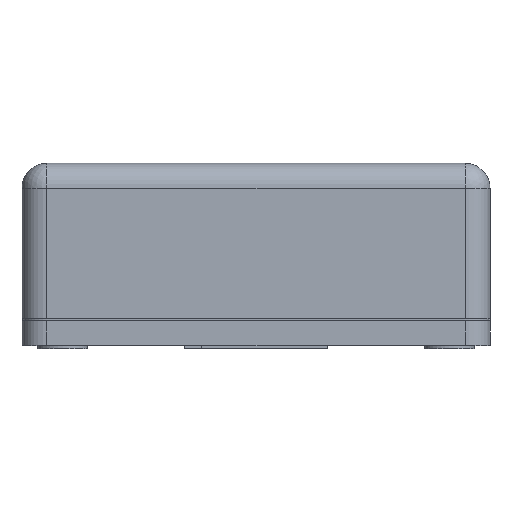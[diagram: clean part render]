
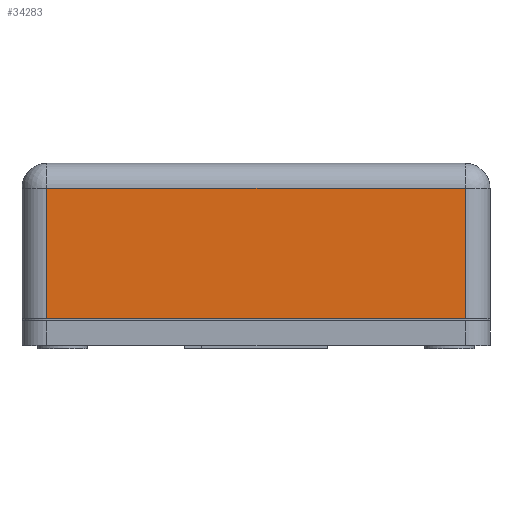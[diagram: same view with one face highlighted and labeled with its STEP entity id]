
A CAD part, front view. The second image highlights one B-rep face of the part: STEP entity #34283.
In plain terms, the highlighted planar face has unit normal (0, -1, 0).
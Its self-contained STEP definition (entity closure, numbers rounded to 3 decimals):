
#13063=DIRECTION('',(1.,0.,0.));
#13064=VECTOR('',#13063,67.);
#13065=CARTESIAN_POINT('',(-33.5,-37.5,-10.3));
#13066=LINE('',#13065,#13064);
#13067=DIRECTION('',(0.,0.,-1.));
#13068=VECTOR('',#13067,20.9);
#13069=CARTESIAN_POINT('',(-33.5,-37.5,10.6));
#13070=LINE('',#13069,#13068);
#13071=DIRECTION('',(1.,0.,0.));
#13072=VECTOR('',#13071,67.);
#13073=CARTESIAN_POINT('',(-33.5,-37.5,10.6));
#13074=LINE('',#13073,#13072);
#13075=DIRECTION('',(0.,0.,-1.));
#13076=VECTOR('',#13075,20.9);
#13077=CARTESIAN_POINT('',(33.5,-37.5,10.6));
#13078=LINE('',#13077,#13076);
#16620=CARTESIAN_POINT('',(-33.5,-37.5,10.6));
#16622=VERTEX_POINT('',#16620);
#16625=CARTESIAN_POINT('',(33.5,-37.5,10.6));
#16626=VERTEX_POINT('',#16625);
#16860=CARTESIAN_POINT('',(-33.5,-37.5,-10.3));
#16861=CARTESIAN_POINT('',(33.5,-37.5,-10.3));
#16862=VERTEX_POINT('',#16860);
#16863=VERTEX_POINT('',#16861);
#34270=CARTESIAN_POINT('',(-37.5,-37.5,-14.6));
#34271=DIRECTION('',(0.,-1.,0.));
#34272=DIRECTION('',(1.,0.,0.));
#34273=AXIS2_PLACEMENT_3D('',#34270,#34271,#34272);
#34274=PLANE('',#34273);
#34275=ORIENTED_EDGE('',*,*,#17875,.F.);
#34277=ORIENTED_EDGE('',*,*,#34276,.F.);
#34279=ORIENTED_EDGE('',*,*,#34278,.T.);
#34280=ORIENTED_EDGE('',*,*,#34250,.T.);
#34281=EDGE_LOOP('',(#34275,#34277,#34279,#34280));
#34282=FACE_OUTER_BOUND('',#34281,.F.);
#34283=ADVANCED_FACE('',(#34282),#34274,.T.);
#17875=EDGE_CURVE('',#16862,#16863,#13066,.T.);
#34250=EDGE_CURVE('',#16626,#16863,#13078,.T.);
#34276=EDGE_CURVE('',#16622,#16862,#13070,.T.);
#34278=EDGE_CURVE('',#16622,#16626,#13074,.T.);
